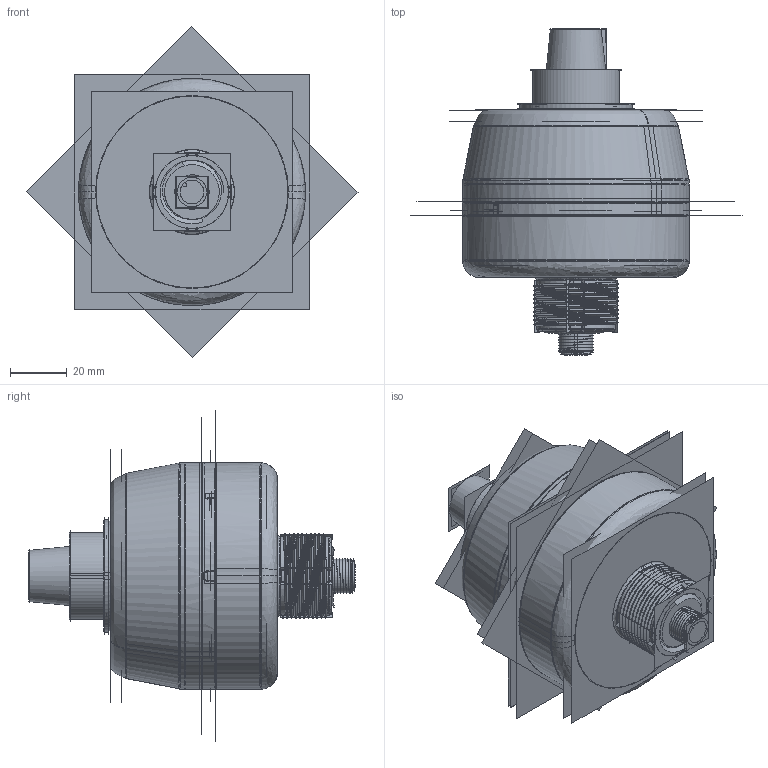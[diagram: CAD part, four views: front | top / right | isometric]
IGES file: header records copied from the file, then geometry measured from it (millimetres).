
Start section:  PTC IGES file: 205620.igs
Global section: file name: 205620.igs; native system: Creo Parametric by PTC Inc.; preprocessor: 2016260; author: pdmadmin; organization: Unknown; date: 20180626.155602; units: millimetre
Bounding box: 116.97 x 115.11 x 116.97 mm (x, y, z)
Volume: 110218.4 mm3; surface area: 451410.9 mm2
Topology: 14 solids, 14 shells, 1730 faces, 8740 edges, 11081 vertices
Faces by surface type: revolution 970, bspline 760
